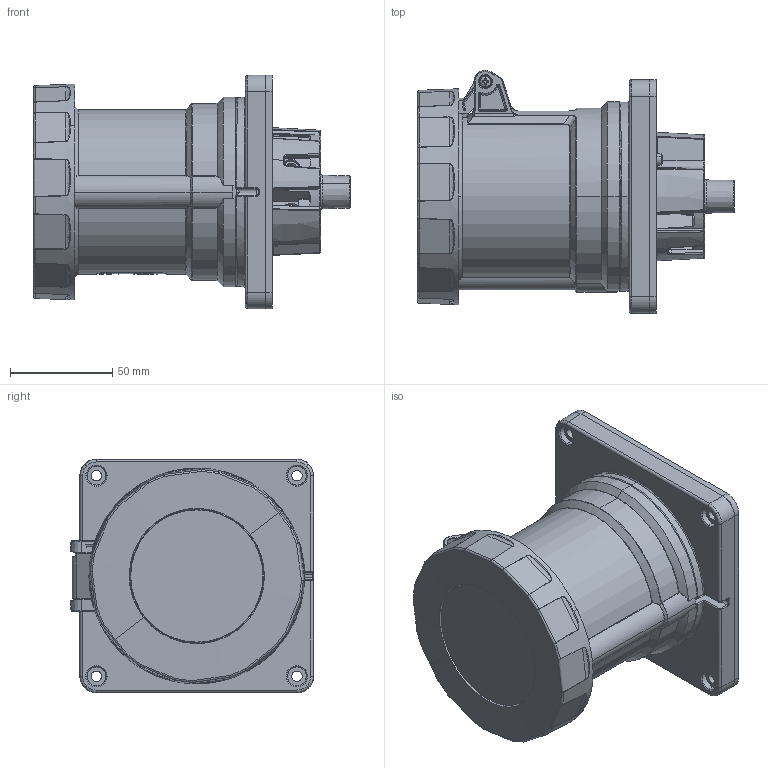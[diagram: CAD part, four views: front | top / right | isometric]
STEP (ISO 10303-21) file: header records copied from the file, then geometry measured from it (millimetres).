
FILE_DESCRIPTION (( 'STEP AP214' ), '1' );
FILE_NAME ('ORB6407-M02.STEP', '2019-03-05T19:35:39', ( '' ), ( '' ), 'SwSTEP 2.0', 'SolidWorks 2017', '' );
FILE_SCHEMA (( 'AUTOMOTIVE_DESIGN' ));
Length unit declared in the file: inch
Products named in the file (1): ORB6407-M02
Bounding box: 155.52 x 118.9 x 114.3 mm (x, y, z)
Surface area: 119574.9 mm2 (no closed solid volume)
Topology: 0 solids, 44 shells, 1094 faces, 4496 edges, 3281 vertices
Faces by surface type: plane 326, bspline 303, cylinder 242, cone 122, torus 76, sphere 25
Entity records: 80132 total; most frequent: CARTESIAN_POINT 33857, ORIENTED_EDGE 6596, DIRECTION 5384, EDGE_CURVE 4471, VERTEX_POINT 3279, AXIS2_PLACEMENT_3D 1898, LINE 1588, VECTOR 1588
